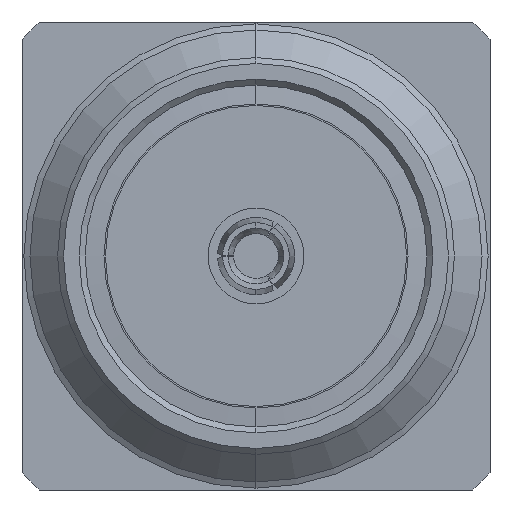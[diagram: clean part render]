
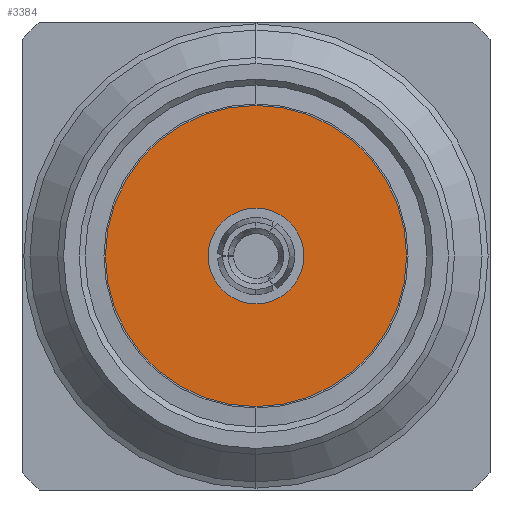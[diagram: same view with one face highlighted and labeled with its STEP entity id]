
A CAD part, left-side view. The second image highlights one B-rep face of the part: STEP entity #3384.
In plain terms, the highlighted planar face has unit normal (-1, 0, 0).
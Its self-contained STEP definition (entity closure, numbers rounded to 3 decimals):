
#69 = CARTESIAN_POINT ( 'NONE',  ( 0.1, 0., -3.155 ) ) ;
#70 = DIRECTION ( 'NONE',  ( -1., 0., 0. ) ) ;
#71 = DIRECTION ( 'NONE',  ( 0., 0., -1. ) ) ;
#79 = CARTESIAN_POINT ( 'NONE',  ( 0.1, 0., -3.155 ) ) ;
#80 = DIRECTION ( 'NONE',  ( -1., 0., 0. ) ) ;
#81 = DIRECTION ( 'NONE',  ( 0., 0., -1. ) ) ;
#411 = CARTESIAN_POINT ( 'NONE',  ( 0.1, 0., -1.125 ) ) ;
#412 = CARTESIAN_POINT ( 'NONE',  ( 0.1, 0., -5.185 ) ) ;
#415 = CARTESIAN_POINT ( 'NONE',  ( 0.1, 0., -3.8 ) ) ;
#416 = CARTESIAN_POINT ( 'NONE',  ( 0.1, 0., -2.51 ) ) ;
#1370 = AXIS2_PLACEMENT_3D ( 'NONE', #1634, #1635, #1636 ) ;
#1495 = CIRCLE ( 'NONE', #1497, 2.03 ) ;
#1497 = AXIS2_PLACEMENT_3D ( 'NONE', #69, #70, #71 ) ;
#1501 = CIRCLE ( 'NONE', #1503, 0.645 ) ;
#1503 = AXIS2_PLACEMENT_3D ( 'NONE', #79, #80, #81 ) ;
#1633 = PLANE ( 'NONE',  #1370 ) ;
#1634 = CARTESIAN_POINT ( 'NONE',  ( 0.1, 2.054, -1.101 ) ) ;
#1635 = DIRECTION ( 'NONE',  ( 1., 0., 0. ) ) ;
#1636 = DIRECTION ( 'NONE',  ( 0., -1., 0. ) ) ;
#2050 = AXIS2_PLACEMENT_3D ( 'NONE', #2778, #2779, #2780 ) ;
#2052 = AXIS2_PLACEMENT_3D ( 'NONE', #2775, #2776, #2777 ) ;
#2053 = CIRCLE ( 'NONE', #2052, 0.645 ) ;
#2055 = CIRCLE ( 'NONE', #2050, 2.03 ) ;
#2775 = CARTESIAN_POINT ( 'NONE',  ( 0.1, 0., -3.155 ) ) ;
#2776 = DIRECTION ( 'NONE',  ( -1., 0., 0. ) ) ;
#2777 = DIRECTION ( 'NONE',  ( 0., 0., -1. ) ) ;
#2778 = CARTESIAN_POINT ( 'NONE',  ( 0.1, 0., -3.155 ) ) ;
#2779 = DIRECTION ( 'NONE',  ( -1., 0., 0. ) ) ;
#2780 = DIRECTION ( 'NONE',  ( 0., 0., -1. ) ) ;
#3236 = EDGE_CURVE ( 'NONE', #5360, #5359, #2053, .T. ) ;
#3237 = EDGE_CURVE ( 'NONE', #5356, #5355, #2055, .T. ) ;
#3384 = ADVANCED_FACE ( 'NONE', ( #3547, #3546 ), #1633, .F. ) ;
#3546 = FACE_OUTER_BOUND ( 'NONE', #3977, .T. ) ;
#3547 = FACE_BOUND ( 'NONE', #3975, .T. ) ;
#3975 = EDGE_LOOP ( 'NONE', ( #4254, #4253 ) ) ;
#3977 = EDGE_LOOP ( 'NONE', ( #4252, #4250 ) ) ;
#4250 = ORIENTED_EDGE ( 'NONE', *, *, #4871, .T. ) ;
#4252 = ORIENTED_EDGE ( 'NONE', *, *, #3237, .T. ) ;
#4253 = ORIENTED_EDGE ( 'NONE', *, *, #3236, .F. ) ;
#4254 = ORIENTED_EDGE ( 'NONE', *, *, #4875, .F. ) ;
#4871 = EDGE_CURVE ( 'NONE', #5355, #5356, #1495, .T. ) ;
#4875 = EDGE_CURVE ( 'NONE', #5359, #5360, #1501, .T. ) ;
#5355 = VERTEX_POINT ( 'NONE', #411 ) ;
#5356 = VERTEX_POINT ( 'NONE', #412 ) ;
#5359 = VERTEX_POINT ( 'NONE', #415 ) ;
#5360 = VERTEX_POINT ( 'NONE', #416 ) ;
